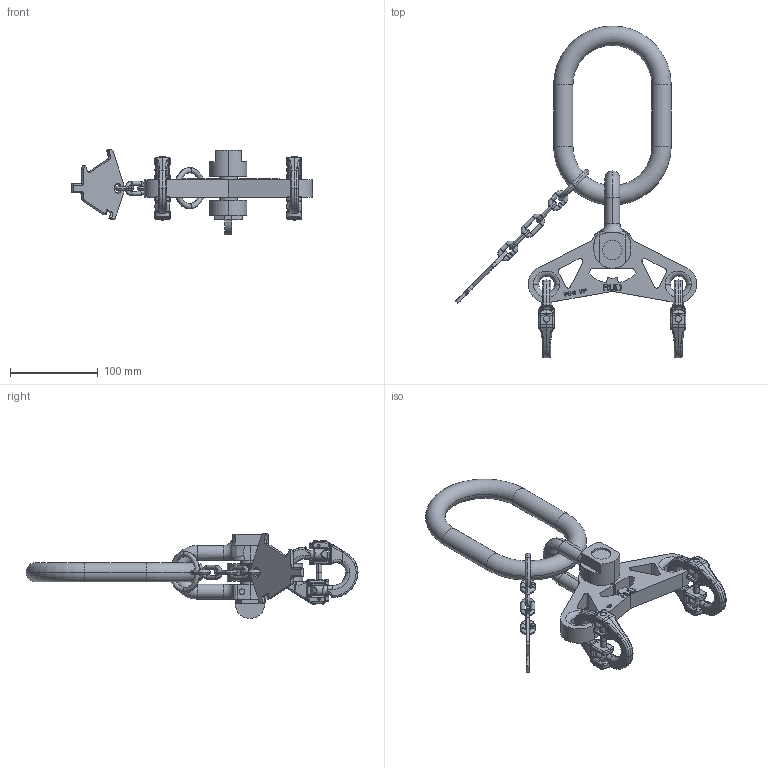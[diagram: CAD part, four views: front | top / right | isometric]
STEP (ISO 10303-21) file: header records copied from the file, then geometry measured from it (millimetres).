
FILE_DESCRIPTION((''),'2;1');
FILE_NAME('001-M34927-P-2_ASM','2019-01-24T',('anja.joas'),(''),'PRO/ENGINEER BY PARAMETRIC TECHNOLOGY CORPORATION, 2011490','PRO/ENGINEER BY PARAMETRIC TECHNOLOGY CORPORATION, 2011490','');
FILE_SCHEMA(('CONFIG_CONTROL_DESIGN'));
Length unit declared in the file: millimetre
Products named in the file (13): 001-M34474-P-4; 001-M31100-P-1; 001-M34652-P-1; 001-M34285-P-1; 001-M34285-P-2; 001-M34285-P-2_ASM; 001-M31128-V01; 001-M31557-P-1; 001-M31129-P-1; 001-M33743-001; 001-M31130-003_ASM; 001-M31557-P-1_ASM; 001-M34927-P-2_ASM
Assembly tree (16 placements, depth 4):
  001-M34927-P-2_ASM
    001-M34474-P-4
    001-M31100-P-1
    001-M34652-P-1
    001-M34285-P-2_ASM  x2
      001-M34285-P-1
      001-M34285-P-2
    001-M31128-V01
    001-M31557-P-1_ASM
      001-M31557-P-1
      001-M31129-P-1  x2
      001-M31130-003_ASM
        001-M33743-001  x3
Bounding box: 274.84 x 378.2 x 96.88 mm (x, y, z)
Volume: 588921.5 mm3; surface area: 146627.9 mm2
Topology: 14 solids, 14 shells, 2348 faces, 6093 edges, 3821 vertices
Faces by surface type: plane 1346, cylinder 441, bspline 343, torus 146, cone 72
Entity records: 54621 total; most frequent: CARTESIAN_POINT 21760, ORIENTED_EDGE 7152, DIRECTION 6247, EDGE_CURVE 3576, VECTOR 2489, LINE 2489, VERTEX_POINT 2257, AXIS2_PLACEMENT_3D 1879
